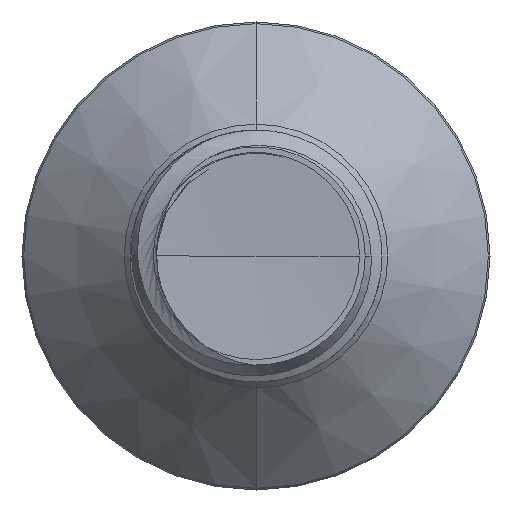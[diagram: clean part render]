
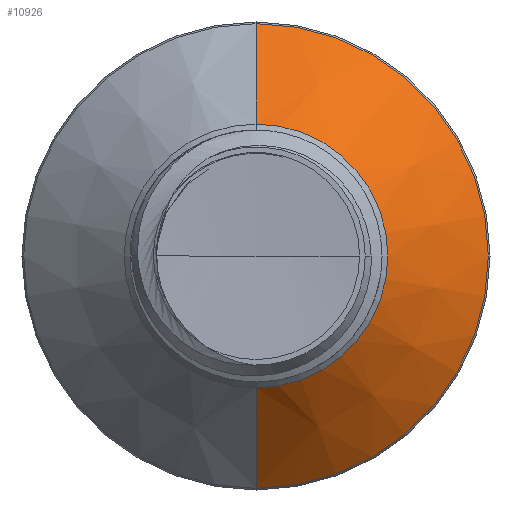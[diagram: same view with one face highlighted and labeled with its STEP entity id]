
A CAD part, front view. The second image highlights one B-rep face of the part: STEP entity #10926.
In plain terms, the highlighted conical face has half-angle 45 degrees and reference radius 1.832 mm.
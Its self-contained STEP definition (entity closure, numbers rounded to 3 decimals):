
#160 = DIRECTION ( 'NONE',  ( 0., 1., 0. ) ) ;
#296 = AXIS2_PLACEMENT_3D ( 'NONE', #19535, #160, #22760 ) ;
#2030 = CIRCLE ( 'NONE', #6778, 3.227 ) ;
#2779 = CARTESIAN_POINT ( 'NONE',  ( 0., 14.313, 1.832 ) ) ;
#6778 = AXIS2_PLACEMENT_3D ( 'NONE', #37131, #18210, #40320 ) ;
#9000 = ORIENTED_EDGE ( 'NONE', *, *, #20835, .T. ) ;
#10022 = ORIENTED_EDGE ( 'NONE', *, *, #14352, .F. ) ;
#10031 = EDGE_CURVE ( 'NONE', #28657, #32603, #35566, .T. ) ;
#10926 = ADVANCED_FACE ( 'NONE', ( #30680 ), #37025, .T. ) ;
#12089 = EDGE_LOOP ( 'NONE', ( #9000, #17576, #10022, #35403 ) ) ;
#13669 = CARTESIAN_POINT ( 'NONE',  ( 0., 14.313, -1.832 ) ) ;
#13785 = CARTESIAN_POINT ( 'NONE',  ( 0., 14.313, 0. ) ) ;
#13865 = CARTESIAN_POINT ( 'NONE',  ( 0., 15.708, -3.227 ) ) ;
#14006 = VERTEX_POINT ( 'NONE', #13865 ) ;
#14352 = EDGE_CURVE ( 'NONE', #32603, #14006, #2030, .T. ) ;
#15083 = CIRCLE ( 'NONE', #296, 1.832 ) ;
#16513 = EDGE_CURVE ( 'NONE', #23392, #14006, #16659, .T. ) ;
#16659 = LINE ( 'NONE', #35548, #29609 ) ;
#17576 = ORIENTED_EDGE ( 'NONE', *, *, #16513, .T. ) ;
#18210 = DIRECTION ( 'NONE',  ( 0., 1., 0. ) ) ;
#19535 = CARTESIAN_POINT ( 'NONE',  ( 0., 14.313, 0. ) ) ;
#20835 = EDGE_CURVE ( 'NONE', #28657, #23392, #15083, .T. ) ;
#22100 = DIRECTION ( 'NONE',  ( 0., 0.707, 0.707 ) ) ;
#22760 = DIRECTION ( 'NONE',  ( 0., 0., 1. ) ) ;
#23392 = VERTEX_POINT ( 'NONE', #13669 ) ;
#26244 = VECTOR ( 'NONE', #22100, 1000. ) ;
#26489 = DIRECTION ( 'NONE',  ( 0., 0.707, -0.707 ) ) ;
#28657 = VERTEX_POINT ( 'NONE', #38690 ) ;
#29609 = VECTOR ( 'NONE', #26489, 1000. ) ;
#29692 = DIRECTION ( 'NONE',  ( 0., 0., 1. ) ) ;
#30680 = FACE_OUTER_BOUND ( 'NONE', #12089, .T. ) ;
#31410 = AXIS2_PLACEMENT_3D ( 'NONE', #13785, #36110, #29692 ) ;
#32603 = VERTEX_POINT ( 'NONE', #36223 ) ;
#35403 = ORIENTED_EDGE ( 'NONE', *, *, #10031, .F. ) ;
#35548 = CARTESIAN_POINT ( 'NONE',  ( 0., 14.313, -1.832 ) ) ;
#35566 = LINE ( 'NONE', #2779, #26244 ) ;
#36110 = DIRECTION ( 'NONE',  ( 0., 1., 0. ) ) ;
#36223 = CARTESIAN_POINT ( 'NONE',  ( 0., 15.708, 3.227 ) ) ;
#37025 = CONICAL_SURFACE ( 'NONE', #31410, 1.832, 0.785 ) ;
#37131 = CARTESIAN_POINT ( 'NONE',  ( 0., 15.708, 0. ) ) ;
#38690 = CARTESIAN_POINT ( 'NONE',  ( 0., 14.313, 1.832 ) ) ;
#40320 = DIRECTION ( 'NONE',  ( 0., 0., 1. ) ) ;
